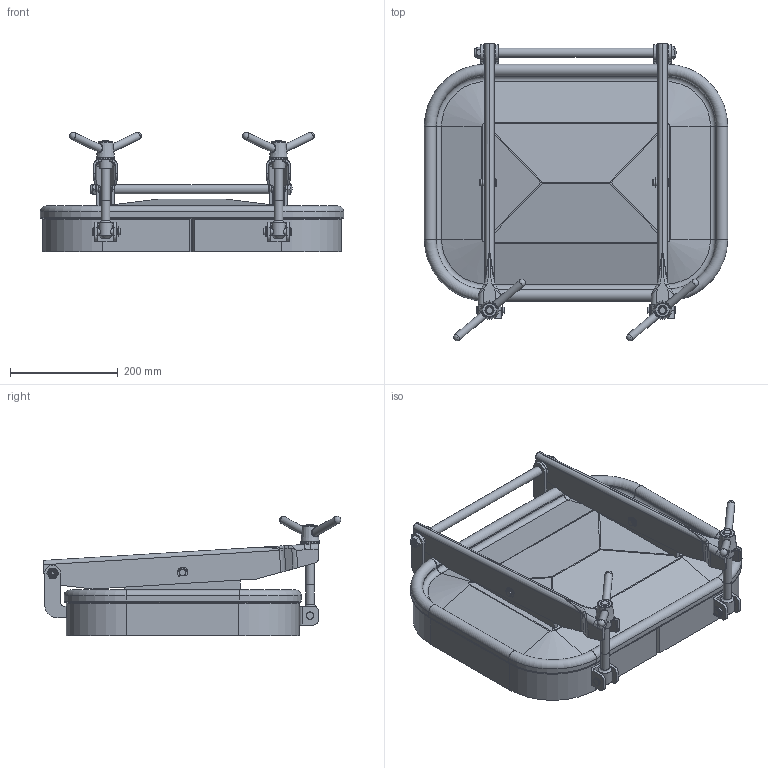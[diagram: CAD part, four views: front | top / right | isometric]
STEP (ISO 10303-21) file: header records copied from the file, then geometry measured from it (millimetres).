
FILE_DESCRIPTION( ( 'Unknown' ), '1' );
FILE_NAME( 'FA29E3100 MOD 1500 rev 03.stp', 'Unknown', ( 'Unknown' ), ( 'Unknown' ), 'PSStep 16.0.42', 'Unknown', ' ' );
FILE_SCHEMA( ( 'AUTOMOTIVE_DESIGN { 1 0 10303 214 1 1 1 1 }' ) );
Length unit declared in the file: millimetre
Products named in the file (20): 7TA2906-8 rev 0; 81066 rev 02; 81063 rev 02; 8AP45 rev 0; 7CA2901 rev 01; 81010 rev 02; 8AS110 rev 02; Assem1; 95421; 97045 rev 02; 97260 rev 01; 97052 rev 04; 94031 rev 0; 71009 rev 05; 93006 rev 01; 93009 rev 02; 91032 rev 02; 95209; 9642 rev 01; 91016 rev 0
Assembly tree (36 placements, depth 3):
  Assem1
    95421  x4
    97045 rev 02  x4
    97260 rev 01
    97052 rev 04  x2
    94031 rev 0  x2
    71009 rev 05  x2
    93006 rev 01  x2
    93009 rev 02  x2
    91032 rev 02
    95209
    9642 rev 01
    91016 rev 0  x2
    7CA2901 rev 01
      81010 rev 02  x2
      8AS110 rev 02
    7TA2906-8 rev 0
      81066 rev 02  x4
      81063 rev 02  x2
      8AP45 rev 0
Bounding box: 563 x 552.38 x 221.85 mm (x, y, z)
Volume: 3697678.2 mm3; surface area: 1409036.4 mm2
Topology: 34 solids, 34 shells, 738 faces, 1772 edges, 1110 vertices
Faces by surface type: cylinder 323, plane 284, torus 50, cone 48, bspline 28, sphere 5
Full cylindrical faces by diameter (mm): 10 x4, 10.106 x1, 12 x10, 12.3 x4, 12.5 x20, 13.2 x1, 13.835 x2, 14 x8, 16 x4, 17.2 x1, 24 x2, 25 x4, 30 x4, 34 x2
Entity records: 21370 total; most frequent: CARTESIAN_POINT 7321, DIRECTION 2251, ORIENTED_EDGE 1924, EDGE_CURVE 962, AXIS2_PLACEMENT_3D 893, VERTEX_POINT 628, EDGE_LOOP 553, FACE_OUTER_BOUND 490
